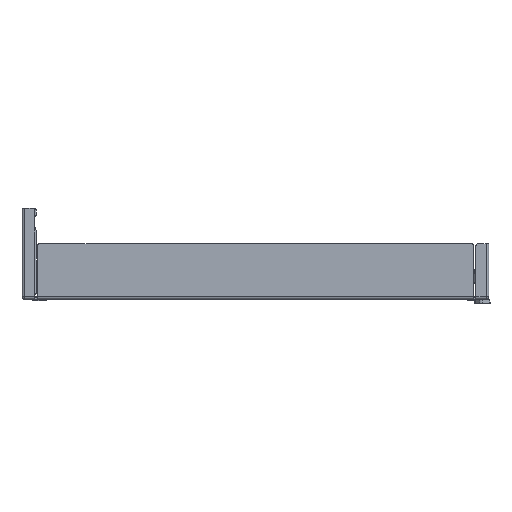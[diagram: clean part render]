
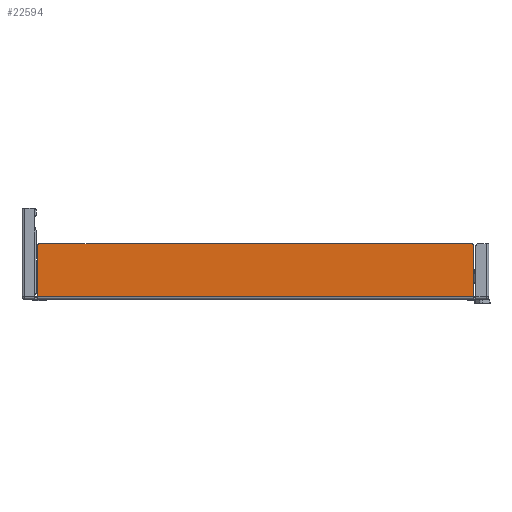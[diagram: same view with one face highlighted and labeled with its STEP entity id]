
A CAD part, left-side view. The second image highlights one B-rep face of the part: STEP entity #22594.
In plain terms, the highlighted planar face has unit normal (-1, 0, 0).
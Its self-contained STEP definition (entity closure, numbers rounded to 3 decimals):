
#898=PLANE('',#24639);
#2105=FACE_OUTER_BOUND('',#3439,.T.);
#3439=EDGE_LOOP('',(#20378,#20379,#20380,#20381,#20382,#20383));
#4787=LINE('',#35894,#7133);
#4791=LINE('',#35904,#7137);
#5902=LINE('',#40955,#8248);
#5903=LINE('',#40958,#8249);
#7133=VECTOR('',#28353,10.);
#7137=VECTOR('',#28363,10.);
#8248=VECTOR('',#30744,10.);
#8249=VECTOR('',#30747,10.);
#9177=CIRCLE('',#24640,2.5);
#9178=CIRCLE('',#24641,2.5);
#10329=VERTEX_POINT('',#35891);
#10330=VERTEX_POINT('',#35893);
#10333=VERTEX_POINT('',#35902);
#11258=VERTEX_POINT('',#40953);
#11259=VERTEX_POINT('',#40954);
#11260=VERTEX_POINT('',#40957);
#13038=EDGE_CURVE('',#10330,#10329,#4787,.T.);
#13044=EDGE_CURVE('',#10333,#10329,#4791,.T.);
#14403=EDGE_CURVE('',#11258,#11259,#5902,.T.);
#14404=EDGE_CURVE('',#10330,#11259,#9177,.T.);
#14405=EDGE_CURVE('',#10333,#11260,#5903,.T.);
#14406=EDGE_CURVE('',#11258,#11260,#9178,.T.);
#20378=ORIENTED_EDGE('',*,*,#14403,.T.);
#20379=ORIENTED_EDGE('',*,*,#14404,.F.);
#20380=ORIENTED_EDGE('',*,*,#13038,.T.);
#20381=ORIENTED_EDGE('',*,*,#13044,.F.);
#20382=ORIENTED_EDGE('',*,*,#14405,.T.);
#20383=ORIENTED_EDGE('',*,*,#14406,.F.);
#22594=ADVANCED_FACE('',(#2105),#898,.F.);
#24639=AXIS2_PLACEMENT_3D('',#40952,#30742,#30743);
#24640=AXIS2_PLACEMENT_3D('',#40956,#30745,#30746);
#24641=AXIS2_PLACEMENT_3D('',#40959,#30748,#30749);
#28353=DIRECTION('',(0.,0.,-1.));
#28363=DIRECTION('',(0.,1.,0.));
#30742=DIRECTION('center_axis',(1.,0.,0.));
#30743=DIRECTION('ref_axis',(0.,0.,
-1.));
#30744=DIRECTION('',(0.,1.,0.));
#30745=DIRECTION('center_axis',(1.,0.,0.));
#30746=DIRECTION('ref_axis',(0.,0.707,0.707));
#30747=DIRECTION('',(0.,0.,1.));
#30748=DIRECTION('center_axis',(1.,0.,0.));
#30749=DIRECTION('ref_axis',(0.,-0.707,0.707));
#35891=CARTESIAN_POINT('',(-125.,446.3,4.95));
#35893=CARTESIAN_POINT('',(-125.,446.3,54.95));
#35894=CARTESIAN_POINT('',(-125.,446.3,16.125));
#35902=CARTESIAN_POINT('',(-125.,15.2,4.95));
#35904=CARTESIAN_POINT('',(-125.,230.75,4.95));
#40952=CARTESIAN_POINT('Origin',(-125.,230.75,29.8));
#40953=CARTESIAN_POINT('',(-125.,17.7,57.45));
#40954=CARTESIAN_POINT('',(-125.,443.8,57.45));
#40955=CARTESIAN_POINT('',(-125.,0.,57.45));
#40956=CARTESIAN_POINT('Origin',(-125.,443.8,54.95));
#40957=CARTESIAN_POINT('',(-125.,15.2,54.95));
#40958=CARTESIAN_POINT('',(-125.,15.2,16.125));
#40959=CARTESIAN_POINT('Origin',(-125.,17.7,54.95));
